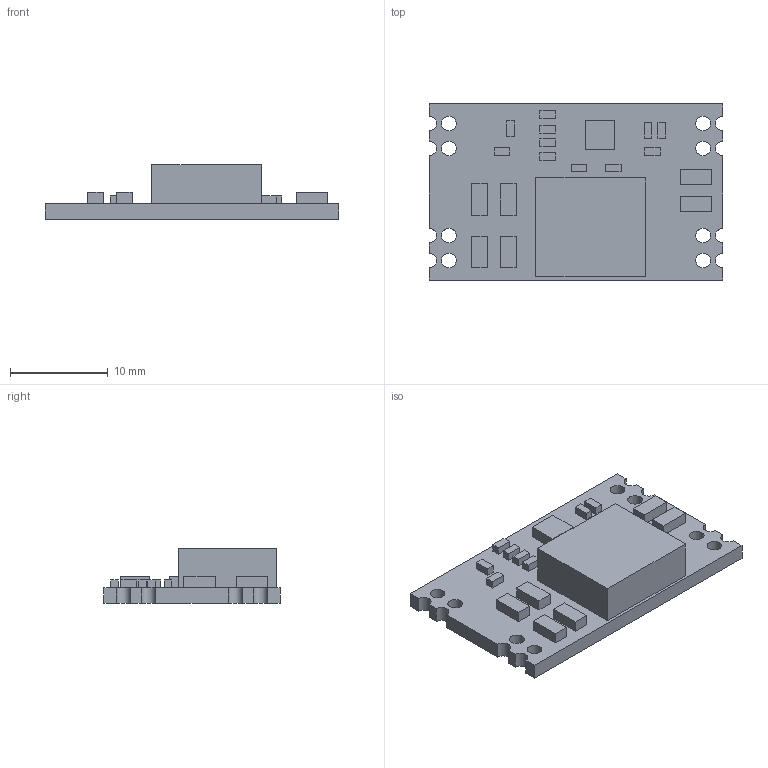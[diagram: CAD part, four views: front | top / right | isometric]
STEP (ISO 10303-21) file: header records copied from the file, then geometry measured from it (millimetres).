
FILE_DESCRIPTION(('FreeCAD Model'),'2;1');
FILE_NAME('Open CASCADE Shape Model','2025-12-31T20:43:14',(''),(''), 'Open CASCADE STEP processor 7.8','FreeCAD','Unknown');
FILE_SCHEMA(('AUTOMOTIVE_DESIGN { 1 0 10303 214 1 1 1 1 }'));
Length unit declared in the file: millimetre
Products named in the file (1): BodyAmazonBuckConverter
Bounding box: 30 x 18 x 5.6 mm (x, y, z)
Volume: 1341.4 mm3; surface area: 1555.9 mm2
Topology: 1 solids, 1 shells, 125 faces, 312 edges, 208 vertices
Faces by surface type: plane 109, cylinder 16
Full cylindrical faces by diameter (mm): 1.5 x8
Entity records: 4500 total; most frequent: CARTESIAN_POINT 646, ORIENTED_EDGE 624, DIRECTION 596, EDGE_CURVE 312, LINE 280, VECTOR 280, VERTEX_POINT 208, FACE_BOUND 160
